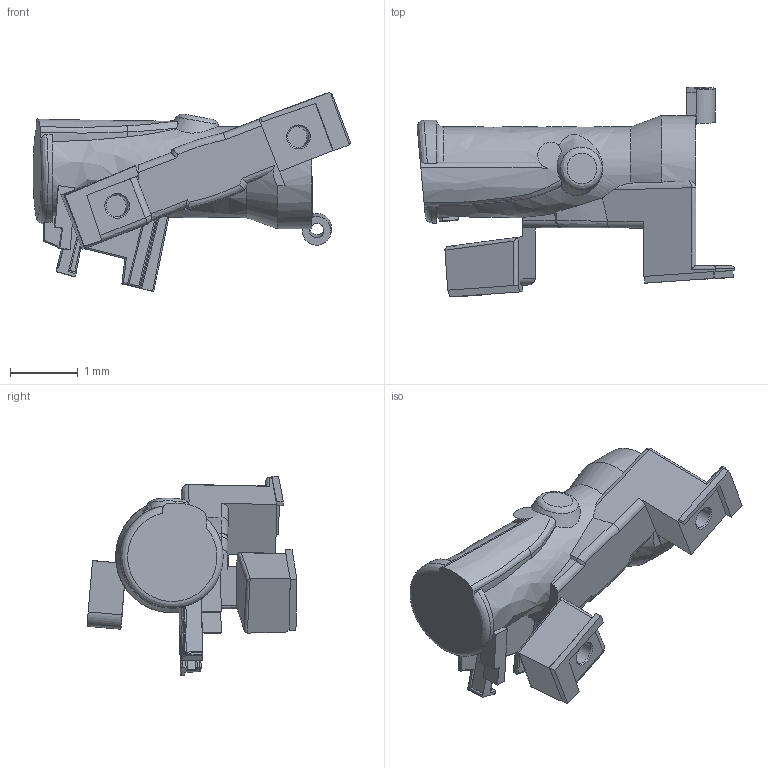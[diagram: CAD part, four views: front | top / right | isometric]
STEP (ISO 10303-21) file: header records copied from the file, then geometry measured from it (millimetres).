
FILE_DESCRIPTION(('STEP AP214'),'1');
FILE_NAME('22jm.stp','2019-05-31T02:39:48',(' '),(' '),'Spatial InterOp 3D',' ',' ');
FILE_SCHEMA(('automotive_design'));
Length unit declared in the file: millimetre
Products named in the file (1): 1
Bounding box: 4.69 x 3.1 x 2.94 mm (x, y, z)
Volume: 8.5 mm3; surface area: 40.4 mm2
Topology: 1 solids, 1 shells, 173 faces, 484 edges, 312 vertices
Faces by surface type: bspline 173
Entity records: 7222 total; most frequent: CARTESIAN_POINT 3412, ORIENTED_EDGE 946, DIRECTION 552, EDGE_CURVE 473, VERTEX_POINT 309, LINE 260, VECTOR 260, EDGE_LOOP 186
